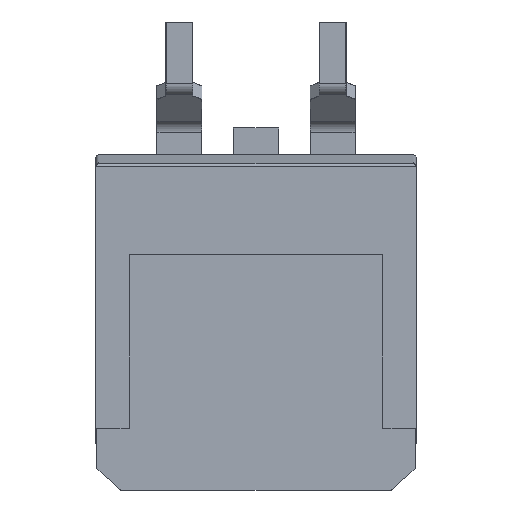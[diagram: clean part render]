
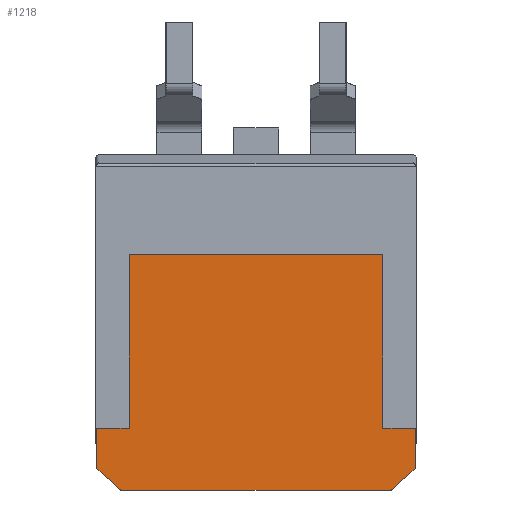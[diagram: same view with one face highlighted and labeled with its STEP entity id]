
A CAD part, front view. The second image highlights one B-rep face of the part: STEP entity #1218.
In plain terms, the highlighted planar face has unit normal (0, -1, 0).
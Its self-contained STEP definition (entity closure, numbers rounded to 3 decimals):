
#464 = CARTESIAN_POINT ( 'NONE',  ( 4.2, 0., 1.498 ) ) ;
#537 = CARTESIAN_POINT ( 'NONE',  ( 0., 0., -6.3 ) ) ;
#894 = CIRCLE ( 'NONE', #10543, 0.05 ) ;
#1218 = ADVANCED_FACE ( 'NONE', ( #7284 ), #10645, .F. ) ;
#1238 = CARTESIAN_POINT ( 'NONE',  ( 5.283, 0., 0. ) ) ;
#1625 = VECTOR ( 'NONE', #10135, 1000. ) ;
#1961 = DIRECTION ( 'NONE',  ( 0., -1., 0. ) ) ;
#2127 = CARTESIAN_POINT ( 'NONE',  ( 4.481, 0., -6.3 ) ) ;
#2177 = DIRECTION ( 'NONE',  ( 0., 0., 1. ) ) ;
#2196 = DIRECTION ( 'NONE',  ( 0.731, 0., -0.682 ) ) ;
#2343 = EDGE_CURVE ( 'NONE', #15547, #3742, #10164, .T. ) ;
#2469 = VERTEX_POINT ( 'NONE', #2127 ) ;
#2510 = EDGE_CURVE ( 'NONE', #20572, #12569, #4491, .T. ) ;
#2901 = CARTESIAN_POINT ( 'NONE',  ( -5.283, 0., -4.257 ) ) ;
#2931 = ORIENTED_EDGE ( 'NONE', *, *, #7919, .F. ) ;
#2957 = CARTESIAN_POINT ( 'NONE',  ( 4.2, 0., -4.257 ) ) ;
#3003 = ORIENTED_EDGE ( 'NONE', *, *, #21174, .F. ) ;
#3237 = EDGE_CURVE ( 'NONE', #3742, #20572, #5185, .T. ) ;
#3332 = ORIENTED_EDGE ( 'NONE', *, *, #15009, .T. ) ;
#3437 = ORIENTED_EDGE ( 'NONE', *, *, #11835, .F. ) ;
#3490 = AXIS2_PLACEMENT_3D ( 'NONE', #12077, #10440, #20478 ) ;
#3742 = VERTEX_POINT ( 'NONE', #464 ) ;
#4052 = LINE ( 'NONE', #1238, #10230 ) ;
#4217 = LINE ( 'NONE', #537, #14807 ) ;
#4332 = ORIENTED_EDGE ( 'NONE', *, *, #6493, .T. ) ;
#4368 = CIRCLE ( 'NONE', #3490, 0.05 ) ;
#4491 = LINE ( 'NONE', #20103, #1625 ) ;
#5054 = EDGE_CURVE ( 'NONE', #21249, #5875, #4368, .T. ) ;
#5185 = LINE ( 'NONE', #17163, #20494 ) ;
#5333 = CARTESIAN_POINT ( 'NONE',  ( 5.238, 0., -5.613 ) ) ;
#5486 = ORIENTED_EDGE ( 'NONE', *, *, #20449, .T. ) ;
#5725 = DIRECTION ( 'NONE',  ( 0., 0., 1. ) ) ;
#5789 = VECTOR ( 'NONE', #12899, 1000. ) ;
#5875 = VERTEX_POINT ( 'NONE', #6983 ) ;
#6201 = DIRECTION ( 'NONE',  ( -1., 0., 0. ) ) ;
#6261 = ORIENTED_EDGE ( 'NONE', *, *, #16267, .T. ) ;
#6432 = EDGE_CURVE ( 'NONE', #10346, #21328, #16962, .T. ) ;
#6493 = EDGE_CURVE ( 'NONE', #2469, #19415, #894, .T. ) ;
#6575 = CARTESIAN_POINT ( 'NONE',  ( 4.516, 0., -6.287 ) ) ;
#6791 = CARTESIAN_POINT ( 'NONE',  ( -4.2, 0., 1.498 ) ) ;
#6983 = CARTESIAN_POINT ( 'NONE',  ( -5.283, 0., -5.557 ) ) ;
#7284 = FACE_OUTER_BOUND ( 'NONE', #11227, .T. ) ;
#7524 = CARTESIAN_POINT ( 'NONE',  ( -4.2, 0., -4.257 ) ) ;
#7917 = CARTESIAN_POINT ( 'NONE',  ( -4.481, 0., -6.25 ) ) ;
#7919 = EDGE_CURVE ( 'NONE', #5875, #11539, #20958, .T. ) ;
#8717 = DIRECTION ( 'NONE',  ( -0.731, 0., -0.682 ) ) ;
#8933 = DIRECTION ( 'NONE',  ( 0., 1., 0. ) ) ;
#9014 = VECTOR ( 'NONE', #6201, 1000. ) ;
#9104 = CARTESIAN_POINT ( 'NONE',  ( 4.481, 0., -6.25 ) ) ;
#9335 = ORIENTED_EDGE ( 'NONE', *, *, #13328, .F. ) ;
#9526 = LINE ( 'NONE', #14253, #19651 ) ;
#9552 = CARTESIAN_POINT ( 'NONE',  ( -4.481, 0., -6.3 ) ) ;
#9702 = ORIENTED_EDGE ( 'NONE', *, *, #2343, .F. ) ;
#9839 = AXIS2_PLACEMENT_3D ( 'NONE', #18931, #8933, #12157 ) ;
#10135 = DIRECTION ( 'NONE',  ( 1., 0., 0. ) ) ;
#10164 = LINE ( 'NONE', #16103, #5789 ) ;
#10230 = VECTOR ( 'NONE', #15840, 1000. ) ;
#10346 = VERTEX_POINT ( 'NONE', #18532 ) ;
#10440 = DIRECTION ( 'NONE',  ( 0., 1., 0. ) ) ;
#10543 = AXIS2_PLACEMENT_3D ( 'NONE', #9104, #20671, #2177 ) ;
#10645 = PLANE ( 'NONE',  #9839 ) ;
#11044 = VERTEX_POINT ( 'NONE', #9552 ) ;
#11227 = EDGE_LOOP ( 'NONE', ( #20853, #3332, #9335, #3003, #4332, #3437, #21175, #6261, #18109, #12122, #9702, #5486, #17336, #2931 ) ) ;
#11399 = CARTESIAN_POINT ( 'NONE',  ( 5.283, 0., -5.557 ) ) ;
#11539 = VERTEX_POINT ( 'NONE', #2901 ) ;
#11835 = EDGE_CURVE ( 'NONE', #10346, #19415, #21106, .T. ) ;
#12077 = CARTESIAN_POINT ( 'NONE',  ( -5.234, 0., -5.548 ) ) ;
#12122 = ORIENTED_EDGE ( 'NONE', *, *, #3237, .F. ) ;
#12157 = DIRECTION ( 'NONE',  ( 0., 0., 1. ) ) ;
#12343 = DIRECTION ( 'NONE',  ( -1., 0., 0. ) ) ;
#12569 = VERTEX_POINT ( 'NONE', #19859 ) ;
#12899 = DIRECTION ( 'NONE',  ( 1., 0., 0. ) ) ;
#13328 = EDGE_CURVE ( 'NONE', #11044, #18795, #19667, .T. ) ;
#13392 = EDGE_CURVE ( 'NONE', #21276, #11539, #16785, .T. ) ;
#13818 = CARTESIAN_POINT ( 'NONE',  ( -5.238, 0., -5.613 ) ) ;
#14171 = CARTESIAN_POINT ( 'NONE',  ( -5.268, 0., -5.584 ) ) ;
#14253 = CARTESIAN_POINT ( 'NONE',  ( -4.2, 0., 0. ) ) ;
#14435 = CARTESIAN_POINT ( 'NONE',  ( 0., 0., -4.257 ) ) ;
#14807 = VECTOR ( 'NONE', #12343, 1000. ) ;
#15009 = EDGE_CURVE ( 'NONE', #21249, #18795, #20408, .T. ) ;
#15316 = DIRECTION ( 'NONE',  ( 0., 0., 1. ) ) ;
#15547 = VERTEX_POINT ( 'NONE', #6791 ) ;
#15696 = AXIS2_PLACEMENT_3D ( 'NONE', #20304, #1961, #15316 ) ;
#15840 = DIRECTION ( 'NONE',  ( 0., 0., 1. ) ) ;
#16069 = DIRECTION ( 'NONE',  ( 0., 0., -1. ) ) ;
#16103 = CARTESIAN_POINT ( 'NONE',  ( 0., 0., 1.498 ) ) ;
#16267 = EDGE_CURVE ( 'NONE', #21328, #12569, #4052, .T. ) ;
#16640 = VECTOR ( 'NONE', #8717, 1000. ) ;
#16785 = LINE ( 'NONE', #14435, #9014 ) ;
#16962 = CIRCLE ( 'NONE', #15696, 0.05 ) ;
#17163 = CARTESIAN_POINT ( 'NONE',  ( 4.2, 0., 0. ) ) ;
#17287 = CARTESIAN_POINT ( 'NONE',  ( -5.283, 0., 0. ) ) ;
#17336 = ORIENTED_EDGE ( 'NONE', *, *, #13392, .T. ) ;
#17550 = DIRECTION ( 'NONE',  ( 0., 1., 0. ) ) ;
#18109 = ORIENTED_EDGE ( 'NONE', *, *, #2510, .F. ) ;
#18532 = CARTESIAN_POINT ( 'NONE',  ( 5.268, 0., -5.584 ) ) ;
#18795 = VERTEX_POINT ( 'NONE', #20604 ) ;
#18931 = CARTESIAN_POINT ( 'NONE',  ( 0., 0., 0. ) ) ;
#19111 = VECTOR ( 'NONE', #5725, 1000. ) ;
#19415 = VERTEX_POINT ( 'NONE', #6575 ) ;
#19532 = DIRECTION ( 'NONE',  ( 0., 0., 1. ) ) ;
#19555 = AXIS2_PLACEMENT_3D ( 'NONE', #7917, #17550, #19532 ) ;
#19613 = VECTOR ( 'NONE', #2196, 1000. ) ;
#19651 = VECTOR ( 'NONE', #16069, 1000. ) ;
#19667 = CIRCLE ( 'NONE', #19555, 0.05 ) ;
#19859 = CARTESIAN_POINT ( 'NONE',  ( 5.283, 0., -4.257 ) ) ;
#20103 = CARTESIAN_POINT ( 'NONE',  ( 0., 0., -4.257 ) ) ;
#20304 = CARTESIAN_POINT ( 'NONE',  ( 5.234, 0., -5.548 ) ) ;
#20408 = LINE ( 'NONE', #13818, #19613 ) ;
#20449 = EDGE_CURVE ( 'NONE', #15547, #21276, #9526, .T. ) ;
#20478 = DIRECTION ( 'NONE',  ( 0., 0., 1. ) ) ;
#20494 = VECTOR ( 'NONE', #20631, 1000. ) ;
#20572 = VERTEX_POINT ( 'NONE', #2957 ) ;
#20604 = CARTESIAN_POINT ( 'NONE',  ( -4.516, 0., -6.287 ) ) ;
#20631 = DIRECTION ( 'NONE',  ( 0., 0., -1. ) ) ;
#20671 = DIRECTION ( 'NONE',  ( 0., -1., 0. ) ) ;
#20853 = ORIENTED_EDGE ( 'NONE', *, *, #5054, .F. ) ;
#20958 = LINE ( 'NONE', #17287, #19111 ) ;
#21106 = LINE ( 'NONE', #5333, #16640 ) ;
#21174 = EDGE_CURVE ( 'NONE', #2469, #11044, #4217, .T. ) ;
#21175 = ORIENTED_EDGE ( 'NONE', *, *, #6432, .T. ) ;
#21249 = VERTEX_POINT ( 'NONE', #14171 ) ;
#21276 = VERTEX_POINT ( 'NONE', #7524 ) ;
#21328 = VERTEX_POINT ( 'NONE', #11399 ) ;
